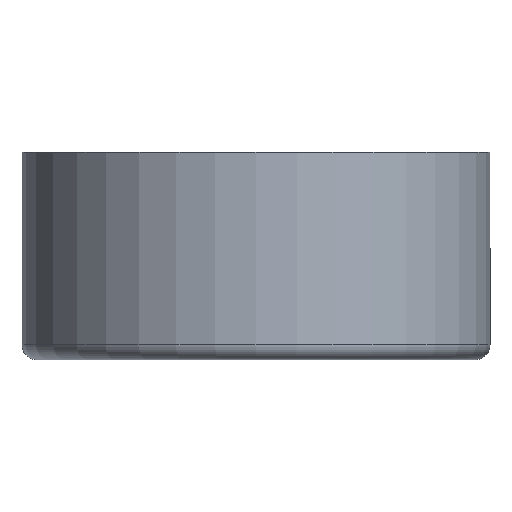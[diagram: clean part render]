
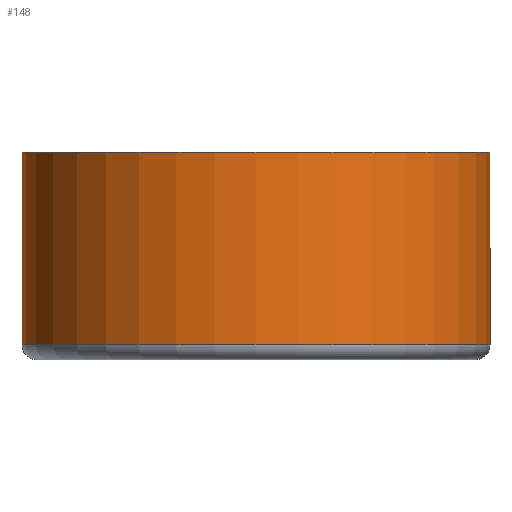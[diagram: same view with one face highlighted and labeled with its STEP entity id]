
A CAD part, front view. The second image highlights one B-rep face of the part: STEP entity #148.
In plain terms, the highlighted cylindrical face has radius 7.9 mm (diameter 15.8 mm), a full revolution.
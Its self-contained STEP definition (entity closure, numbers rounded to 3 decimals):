
#25=LINE('',#290,#28);
#28=VECTOR('',#241,7.9);
#31=CYLINDRICAL_SURFACE('',#185,7.9);
#37=FACE_OUTER_BOUND('',#45,.T.);
#45=EDGE_LOOP('',(#126,#127,#128,#129,#130,#131,#132));
#57=CIRCLE('',#178,7.9);
#58=CIRCLE('',#179,7.9);
#62=CIRCLE('',#183,7.9);
#63=CIRCLE('',#186,7.9);
#64=CIRCLE('',#187,7.9);
#73=VERTEX_POINT('',#273);
#74=VERTEX_POINT('',#274);
#75=VERTEX_POINT('',#276);
#78=VERTEX_POINT('',#286);
#79=VERTEX_POINT('',#287);
#90=EDGE_CURVE('',#73,#74,#57,.T.);
#91=EDGE_CURVE('',#74,#75,#58,.T.);
#95=EDGE_CURVE('',#75,#73,#62,.T.);
#96=EDGE_CURVE('',#78,#79,#63,.T.);
#97=EDGE_CURVE('',#79,#78,#64,.T.);
#98=EDGE_CURVE('',#79,#74,#25,.T.);
#126=ORIENTED_EDGE('',*,*,#96,.F.);
#127=ORIENTED_EDGE('',*,*,#97,.F.);
#128=ORIENTED_EDGE('',*,*,#98,.T.);
#129=ORIENTED_EDGE('',*,*,#90,.F.);
#130=ORIENTED_EDGE('',*,*,#95,.F.);
#131=ORIENTED_EDGE('',*,*,#91,.F.);
#132=ORIENTED_EDGE('',*,*,#98,.F.);
#148=ADVANCED_FACE('',(#37),#31,.T.);
#178=AXIS2_PLACEMENT_3D('',#275,#221,#222);
#179=AXIS2_PLACEMENT_3D('',#277,#223,#224);
#183=AXIS2_PLACEMENT_3D('',#283,#231,#232);
#185=AXIS2_PLACEMENT_3D('',#285,#235,#236);
#186=AXIS2_PLACEMENT_3D('',#288,#237,#238);
#187=AXIS2_PLACEMENT_3D('',#289,#239,#240);
#221=DIRECTION('center_axis',(0.,0.,
-1.));
#222=DIRECTION('ref_axis',(0.,-1.,0.));
#223=DIRECTION('center_axis',(0.,0.,
-1.));
#224=DIRECTION('ref_axis',(0.,-1.,0.));
#231=DIRECTION('center_axis',(0.,0.,
-1.));
#232=DIRECTION('ref_axis',(0.,-1.,0.));
#235=DIRECTION('center_axis',(0.,0.,
1.));
#236=DIRECTION('ref_axis',(0.,1.,0.));
#237=DIRECTION('center_axis',(0.,0.,
1.));
#238=DIRECTION('ref_axis',(-1.,0.,0.));
#239=DIRECTION('center_axis',(0.,0.,
1.));
#240=DIRECTION('ref_axis',(-1.,0.,0.));
#241=DIRECTION('',(0.,0.,-1.));
#273=CARTESIAN_POINT('',(0.,7.9,6.5));
#274=CARTESIAN_POINT('',(0.,-7.9,6.5));
#275=CARTESIAN_POINT('Origin',(0.,0.,6.5));
#276=CARTESIAN_POINT('',(-7.9,0.,6.5));
#277=CARTESIAN_POINT('Origin',(0.,0.,6.5));
#283=CARTESIAN_POINT('Origin',(0.,0.,6.5));
#285=CARTESIAN_POINT('Origin',(0.,0.,
9.5));
#286=CARTESIAN_POINT('',(0.,7.9,13.));
#287=CARTESIAN_POINT('',(0.,-7.9,13.));
#288=CARTESIAN_POINT('Origin',(0.,0.,
13.));
#289=CARTESIAN_POINT('Origin',(0.,0.,
13.));
#290=CARTESIAN_POINT('',(0.,-7.9,9.5));
